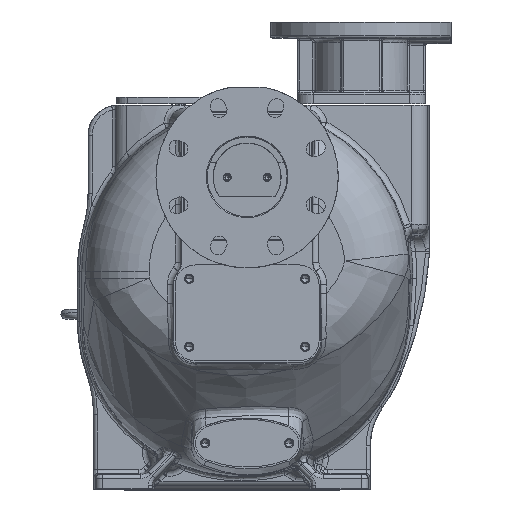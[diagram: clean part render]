
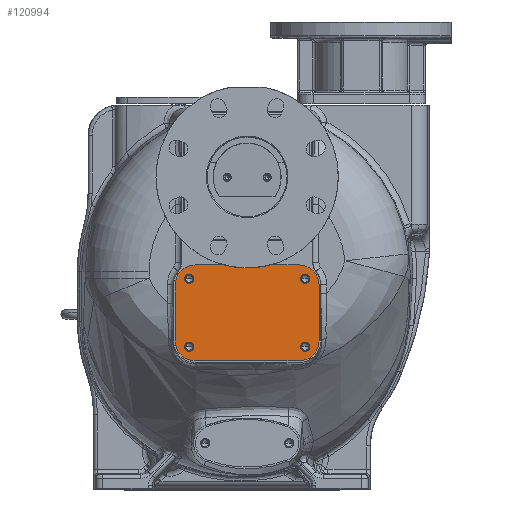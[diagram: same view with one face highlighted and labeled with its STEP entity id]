
A CAD part, top view. The second image highlights one B-rep face of the part: STEP entity #120994.
In plain terms, the highlighted planar face has unit normal (0, 0, 1).
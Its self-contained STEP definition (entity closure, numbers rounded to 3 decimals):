
#39053=CARTESIAN_POINT('',(-27.,255.,220.));
#39054=DIRECTION('',(0.,0.,1.));
#39055=DIRECTION('',(0.,1.,0.));
#39056=AXIS2_PLACEMENT_3D('',#39053,#39054,#39055);
#39058=DIRECTION('',(-1.,0.,0.));
#39059=VECTOR('',#39058,130.);
#39060=CARTESIAN_POINT('',(103.,280.,220.));
#39061=LINE('',#39060,#39059);
#39062=CARTESIAN_POINT('',(103.,255.,220.));
#39063=DIRECTION('',(0.,0.,1.));
#39064=DIRECTION('',(1.,0.,0.));
#39065=AXIS2_PLACEMENT_3D('',#39062,#39063,#39064);
#39067=DIRECTION('',(0.,1.,0.));
#39068=VECTOR('',#39067,70.);
#39069=CARTESIAN_POINT('',(128.,185.,220.));
#39070=LINE('',#39069,#39068);
#39071=CARTESIAN_POINT('',(103.,185.,220.));
#39072=DIRECTION('',(0.,0.,1.));
#39073=DIRECTION('',(0.,-1.,0.));
#39074=AXIS2_PLACEMENT_3D('',#39071,#39072,#39073);
#39076=DIRECTION('',(1.,0.,0.));
#39077=VECTOR('',#39076,130.);
#39078=CARTESIAN_POINT('',(-27.,160.,220.));
#39079=LINE('',#39078,#39077);
#39080=CARTESIAN_POINT('',(-27.,185.,220.));
#39081=DIRECTION('',(0.,0.,1.));
#39082=DIRECTION('',(-1.,0.,0.));
#39083=AXIS2_PLACEMENT_3D('',#39080,#39081,#39082);
#39085=DIRECTION('',(0.,-1.,0.));
#39086=VECTOR('',#39085,70.);
#39087=CARTESIAN_POINT('',(-52.,255.,220.));
#39088=LINE('',#39087,#39086);
#39089=CARTESIAN_POINT('',(110.5,262.5,220.));
#39090=DIRECTION('',(0.,0.,-1.));
#39091=DIRECTION('',(1.,0.,0.));
#39092=AXIS2_PLACEMENT_3D('',#39089,#39090,#39091);
#39094=CARTESIAN_POINT('',(110.5,262.5,220.));
#39095=DIRECTION('',(0.,0.,-1.));
#39096=DIRECTION('',(-1.,0.,0.));
#39097=AXIS2_PLACEMENT_3D('',#39094,#39095,#39096);
#39099=CARTESIAN_POINT('',(110.5,177.5,220.));
#39100=DIRECTION('',(0.,0.,-1.));
#39101=DIRECTION('',(1.,0.,0.));
#39102=AXIS2_PLACEMENT_3D('',#39099,#39100,#39101);
#39104=CARTESIAN_POINT('',(110.5,177.5,220.));
#39105=DIRECTION('',(0.,0.,-1.));
#39106=DIRECTION('',(-1.,0.,0.));
#39107=AXIS2_PLACEMENT_3D('',#39104,#39105,#39106);
#39109=CARTESIAN_POINT('',(-34.5,262.5,220.));
#39110=DIRECTION('',(0.,0.,-1.));
#39111=DIRECTION('',(1.,0.,0.));
#39112=AXIS2_PLACEMENT_3D('',#39109,#39110,#39111);
#39114=CARTESIAN_POINT('',(-34.5,262.5,220.));
#39115=DIRECTION('',(0.,0.,-1.));
#39116=DIRECTION('',(-1.,0.,0.));
#39117=AXIS2_PLACEMENT_3D('',#39114,#39115,#39116);
#39119=CARTESIAN_POINT('',(-34.5,177.5,220.));
#39120=DIRECTION('',(0.,0.,-1.));
#39121=DIRECTION('',(1.,0.,0.));
#39122=AXIS2_PLACEMENT_3D('',#39119,#39120,#39121);
#39124=CARTESIAN_POINT('',(-34.5,177.5,220.));
#39125=DIRECTION('',(0.,0.,-1.));
#39126=DIRECTION('',(-1.,0.,0.));
#39127=AXIS2_PLACEMENT_3D('',#39124,#39125,#39126);
#43758=CARTESIAN_POINT('',(116.25,262.5,220.));
#43759=CARTESIAN_POINT('',(104.75,262.5,220.));
#43760=VERTEX_POINT('',#43758);
#43761=VERTEX_POINT('',#43759);
#43762=CARTESIAN_POINT('',(116.25,177.5,220.));
#43763=CARTESIAN_POINT('',(104.75,177.5,220.));
#43764=VERTEX_POINT('',#43762);
#43765=VERTEX_POINT('',#43763);
#43766=CARTESIAN_POINT('',(-28.75,262.5,220.));
#43767=CARTESIAN_POINT('',(-40.25,262.5,220.));
#43768=VERTEX_POINT('',#43766);
#43769=VERTEX_POINT('',#43767);
#43770=CARTESIAN_POINT('',(-28.75,177.5,220.));
#43771=CARTESIAN_POINT('',(-40.25,177.5,220.));
#43772=VERTEX_POINT('',#43770);
#43773=VERTEX_POINT('',#43771);
#43774=CARTESIAN_POINT('',(-27.,280.,220.));
#43775=CARTESIAN_POINT('',(-52.,255.,220.));
#43776=VERTEX_POINT('',#43774);
#43777=VERTEX_POINT('',#43775);
#43778=CARTESIAN_POINT('',(-52.,185.,220.));
#43779=VERTEX_POINT('',#43778);
#43780=CARTESIAN_POINT('',(-27.,160.,220.));
#43781=VERTEX_POINT('',#43780);
#43782=CARTESIAN_POINT('',(103.,160.,220.));
#43783=VERTEX_POINT('',#43782);
#43784=CARTESIAN_POINT('',(128.,185.,220.));
#43785=VERTEX_POINT('',#43784);
#43786=CARTESIAN_POINT('',(128.,255.,220.));
#43787=VERTEX_POINT('',#43786);
#43788=CARTESIAN_POINT('',(103.,280.,220.));
#43789=VERTEX_POINT('',#43788);
#120955=CARTESIAN_POINT('',(38.,220.,220.));
#120956=DIRECTION('',(0.,0.,1.));
#120957=DIRECTION('',(1.,0.,0.));
#120958=AXIS2_PLACEMENT_3D('',#120955,#120956,#120957);
#120959=PLANE('',#120958);
#120960=ORIENTED_EDGE('',*,*,#120850,.F.);
#120961=ORIENTED_EDGE('',*,*,#120865,.F.);
#120962=ORIENTED_EDGE('',*,*,#120879,.F.);
#120963=ORIENTED_EDGE('',*,*,#120893,.F.);
#120964=ORIENTED_EDGE('',*,*,#120907,.F.);
#120965=ORIENTED_EDGE('',*,*,#120921,.F.);
#120966=ORIENTED_EDGE('',*,*,#120935,.F.);
#120967=ORIENTED_EDGE('',*,*,#120948,.F.);
#120968=EDGE_LOOP('',(#120960,#120961,#120962,#120963,#120964,#120965,#120966,
#120967));
#120969=FACE_OUTER_BOUND('',#120968,.F.);
#120971=ORIENTED_EDGE('',*,*,#120970,.F.);
#120973=ORIENTED_EDGE('',*,*,#120972,.F.);
#120974=EDGE_LOOP('',(#120971,#120973));
#120975=FACE_BOUND('',#120974,.F.);
#120977=ORIENTED_EDGE('',*,*,#120976,.F.);
#120979=ORIENTED_EDGE('',*,*,#120978,.F.);
#120980=EDGE_LOOP('',(#120977,#120979));
#120981=FACE_BOUND('',#120980,.F.);
#120983=ORIENTED_EDGE('',*,*,#120982,.F.);
#120985=ORIENTED_EDGE('',*,*,#120984,.F.);
#120986=EDGE_LOOP('',(#120983,#120985));
#120987=FACE_BOUND('',#120986,.F.);
#120989=ORIENTED_EDGE('',*,*,#120988,.F.);
#120991=ORIENTED_EDGE('',*,*,#120990,.F.);
#120992=EDGE_LOOP('',(#120989,#120991));
#120993=FACE_BOUND('',#120992,.F.);
#120994=ADVANCED_FACE('',(#120969,#120975,#120981,#120987,#120993),#120959,.T.);
#39057=CIRCLE('',#39056,25.);
#39066=CIRCLE('',#39065,25.);
#39075=CIRCLE('',#39074,25.);
#39084=CIRCLE('',#39083,25.);
#39093=CIRCLE('',#39092,5.75);
#39098=CIRCLE('',#39097,5.75);
#39103=CIRCLE('',#39102,5.75);
#39108=CIRCLE('',#39107,5.75);
#39113=CIRCLE('',#39112,5.75);
#39118=CIRCLE('',#39117,5.75);
#39123=CIRCLE('',#39122,5.75);
#39128=CIRCLE('',#39127,5.75);
#120850=EDGE_CURVE('',#43776,#43777,#39057,.T.);
#120865=EDGE_CURVE('',#43789,#43776,#39061,.T.);
#120879=EDGE_CURVE('',#43787,#43789,#39066,.T.);
#120893=EDGE_CURVE('',#43785,#43787,#39070,.T.);
#120907=EDGE_CURVE('',#43783,#43785,#39075,.T.);
#120921=EDGE_CURVE('',#43781,#43783,#39079,.T.);
#120935=EDGE_CURVE('',#43779,#43781,#39084,.T.);
#120948=EDGE_CURVE('',#43777,#43779,#39088,.T.);
#120970=EDGE_CURVE('',#43760,#43761,#39093,.T.);
#120972=EDGE_CURVE('',#43761,#43760,#39098,.T.);
#120976=EDGE_CURVE('',#43764,#43765,#39103,.T.);
#120978=EDGE_CURVE('',#43765,#43764,#39108,.T.);
#120982=EDGE_CURVE('',#43768,#43769,#39113,.T.);
#120984=EDGE_CURVE('',#43769,#43768,#39118,.T.);
#120988=EDGE_CURVE('',#43772,#43773,#39123,.T.);
#120990=EDGE_CURVE('',#43773,#43772,#39128,.T.);
